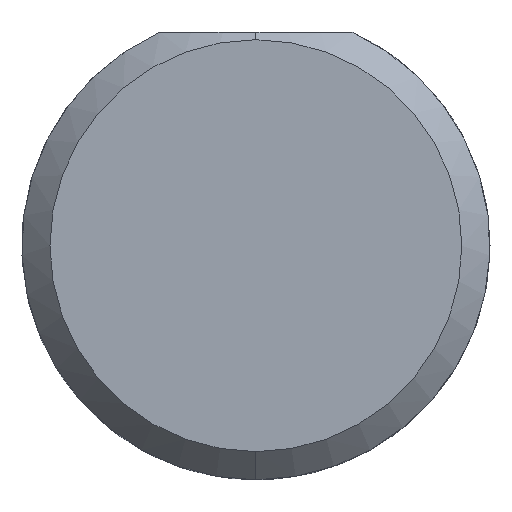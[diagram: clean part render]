
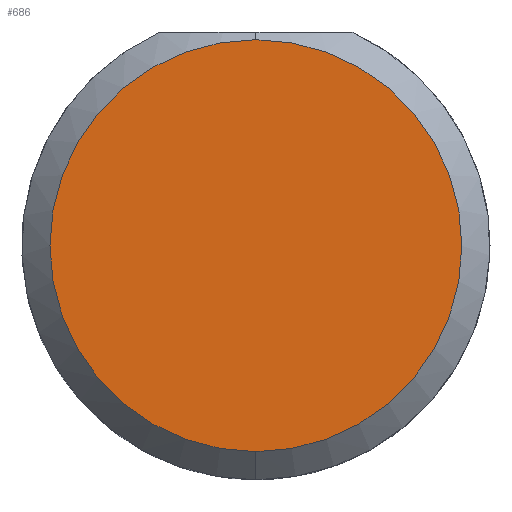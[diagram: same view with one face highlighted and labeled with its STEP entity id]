
A CAD part, left-side view. The second image highlights one B-rep face of the part: STEP entity #686.
In plain terms, the highlighted planar face has unit normal (-1, 0, 0).
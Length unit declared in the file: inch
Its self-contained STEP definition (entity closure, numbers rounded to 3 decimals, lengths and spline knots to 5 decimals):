
#72 = AXIS2_PLACEMENT_3D ( 'NONE', #212, #207, #606 ) ;
#99 = EDGE_LOOP ( 'NONE', ( #442, #493 ) ) ;
#109 = CARTESIAN_POINT ( 'NONE',  ( 0., 0., 0. ) ) ;
#114 = DIRECTION ( 'NONE',  ( -1., 0., 0. ) ) ;
#180 = CIRCLE ( 'NONE', #72, 0.10985 ) ;
#195 = CIRCLE ( 'NONE', #714, 0.10985 ) ;
#207 = DIRECTION ( 'NONE',  ( -1., 0., 0. ) ) ;
#209 = DIRECTION ( 'NONE',  ( 1., 0., 0. ) ) ;
#212 = CARTESIAN_POINT ( 'NONE',  ( 0., 0., 0. ) ) ;
#223 = CARTESIAN_POINT ( 'NONE',  ( 0., 0., 0. ) ) ;
#235 = VERTEX_POINT ( 'NONE', #457 ) ;
#266 = PLANE ( 'NONE',  #607 ) ;
#282 = DIRECTION ( 'NONE',  ( 0., 0., -1. ) ) ;
#291 = EDGE_CURVE ( 'NONE', #451, #235, #195, .T. ) ;
#442 = ORIENTED_EDGE ( 'NONE', *, *, #730, .T. ) ;
#451 = VERTEX_POINT ( 'NONE', #691 ) ;
#457 = CARTESIAN_POINT ( 'NONE',  ( 0., 0., -0.10985 ) ) ;
#493 = ORIENTED_EDGE ( 'NONE', *, *, #291, .T. ) ;
#518 = DIRECTION ( 'NONE',  ( 0., 0., 1. ) ) ;
#606 = DIRECTION ( 'NONE',  ( 0., 0., 1. ) ) ;
#607 = AXIS2_PLACEMENT_3D ( 'NONE', #109, #209, #282 ) ;
#686 = ADVANCED_FACE ( 'NONE', ( #729 ), #266, .F. ) ;
#691 = CARTESIAN_POINT ( 'NONE',  ( 0., 0., 0.10985 ) ) ;
#714 = AXIS2_PLACEMENT_3D ( 'NONE', #223, #114, #518 ) ;
#729 = FACE_OUTER_BOUND ( 'NONE', #99, .T. ) ;
#730 = EDGE_CURVE ( 'NONE', #235, #451, #180, .T. ) ;
